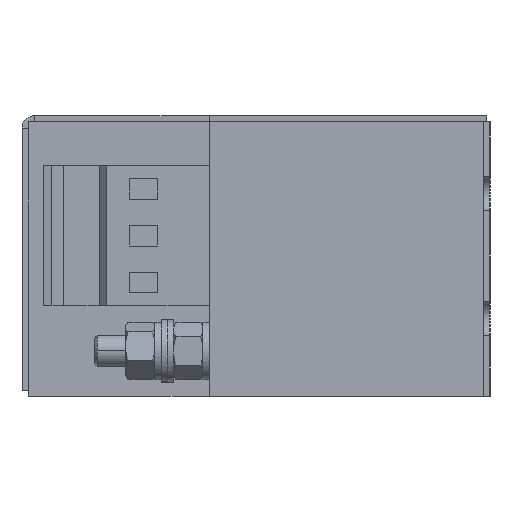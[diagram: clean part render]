
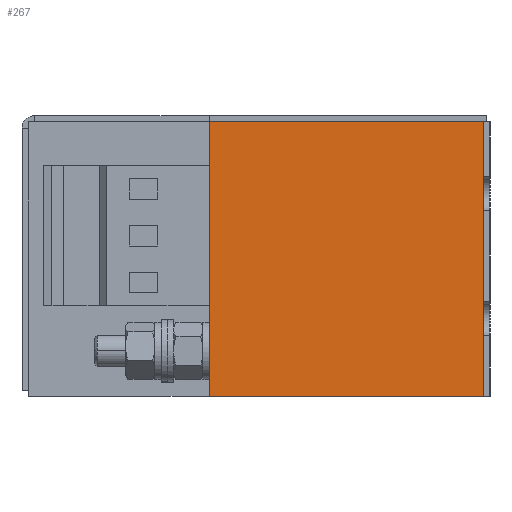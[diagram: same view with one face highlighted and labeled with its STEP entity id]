
A CAD part, left-side view. The second image highlights one B-rep face of the part: STEP entity #267.
In plain terms, the highlighted planar face has unit normal (-1, 0, 0).
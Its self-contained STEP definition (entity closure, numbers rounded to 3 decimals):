
#267 = ADVANCED_FACE ( 'Defeature ausgef�hrt3_15', ( #6793 ), #3376, .F. ) ;
#824 = AXIS2_PLACEMENT_3D ( 'NONE', #2191, #7567, #7587 ) ;
#1483 = VERTEX_POINT ( 'NONE', #4210 ) ;
#1858 = CARTESIAN_POINT ( 'NONE',  ( -95., 0., 22. ) ) ;
#2050 = VERTEX_POINT ( 'NONE', #6374 ) ;
#2191 = CARTESIAN_POINT ( 'NONE',  ( -95., 0., 22. ) ) ;
#2251 = EDGE_CURVE ( 'Defeature ausgef�hrt3_16+Defeature ausgef�hrt3_15+Defeature ausgef�hrt3_2+Defeature ausgef�hrt3_19', #4088, #1483, #7217, .T. ) ;
#2333 = ORIENTED_EDGE ( 'NONE', *, *, #2251, .F. ) ;
#2462 = CARTESIAN_POINT ( 'NONE',  ( -95., 0., -22. ) ) ;
#2647 = VECTOR ( 'NONE', #7160, 1000. ) ;
#2685 = ORIENTED_EDGE ( 'NONE', *, *, #3165, .F. ) ;
#3165 = EDGE_CURVE ( 'Defeature ausgef�hrt3_39+Defeature ausgef�hrt3_15+Defeature ausgef�hrt3_38+Defeature ausgef�hrt3_2', #2050, #4088, #6640, .T. ) ;
#3289 = EDGE_LOOP ( 'NONE', ( #6576, #2333, #2685, #7552 ) ) ;
#3376 = PLANE ( 'NONE',  #824 ) ;
#3445 = DIRECTION ( 'NONE',  ( 0., -1., 0. ) ) ;
#3849 = CARTESIAN_POINT ( 'NONE',  ( -95., 0., 22. ) ) ;
#4088 = VERTEX_POINT ( 'NONE', #3849 ) ;
#4210 = CARTESIAN_POINT ( 'NONE',  ( -95., 0., -22. ) ) ;
#4359 = CARTESIAN_POINT ( 'NONE',  ( -95., 44., -22. ) ) ;
#4492 = LINE ( 'NONE', #2462, #6167 ) ;
#5340 = DIRECTION ( 'NONE',  ( 0., 0., -1. ) ) ;
#5801 = CARTESIAN_POINT ( 'NONE',  ( -95., 0., 22. ) ) ;
#6000 = CARTESIAN_POINT ( 'NONE',  ( -95., 44., 22. ) ) ;
#6167 = VECTOR ( 'NONE', #7249, 1000. ) ;
#6374 = CARTESIAN_POINT ( 'NONE',  ( -95., 44., 22. ) ) ;
#6449 = EDGE_CURVE ( 'Defeature ausgef�hrt3_15+Defeature ausgef�hrt3_0+Defeature ausgef�hrt3_39+Defeature ausgef�hrt3_19', #2050, #7029, #7019, .T. ) ;
#6576 = ORIENTED_EDGE ( 'NONE', *, *, #6938, .T. ) ;
#6640 = LINE ( 'NONE', #5801, #6830 ) ;
#6793 = FACE_OUTER_BOUND ( 'NONE', #3289, .T. ) ;
#6830 = VECTOR ( 'NONE', #3445, 1000. ) ;
#6938 = EDGE_CURVE ( 'Defeature ausgef�hrt3_15+Defeature ausgef�hrt3_19+Defeature ausgef�hrt3_0+Defeature ausgef�hrt3_16', #7029, #1483, #4492, .T. ) ;
#6943 = VECTOR ( 'NONE', #5340, 1000. ) ;
#7019 = LINE ( 'NONE', #6000, #2647 ) ;
#7029 = VERTEX_POINT ( 'NONE', #4359 ) ;
#7160 = DIRECTION ( 'NONE',  ( 0., 0., -1. ) ) ;
#7217 = LINE ( 'NONE', #1858, #6943 ) ;
#7249 = DIRECTION ( 'NONE',  ( 0., -1., 0. ) ) ;
#7552 = ORIENTED_EDGE ( 'NONE', *, *, #6449, .T. ) ;
#7567 = DIRECTION ( 'NONE',  ( 1., 0., 0. ) ) ;
#7587 = DIRECTION ( 'NONE',  ( 0., 0., -1. ) ) ;
